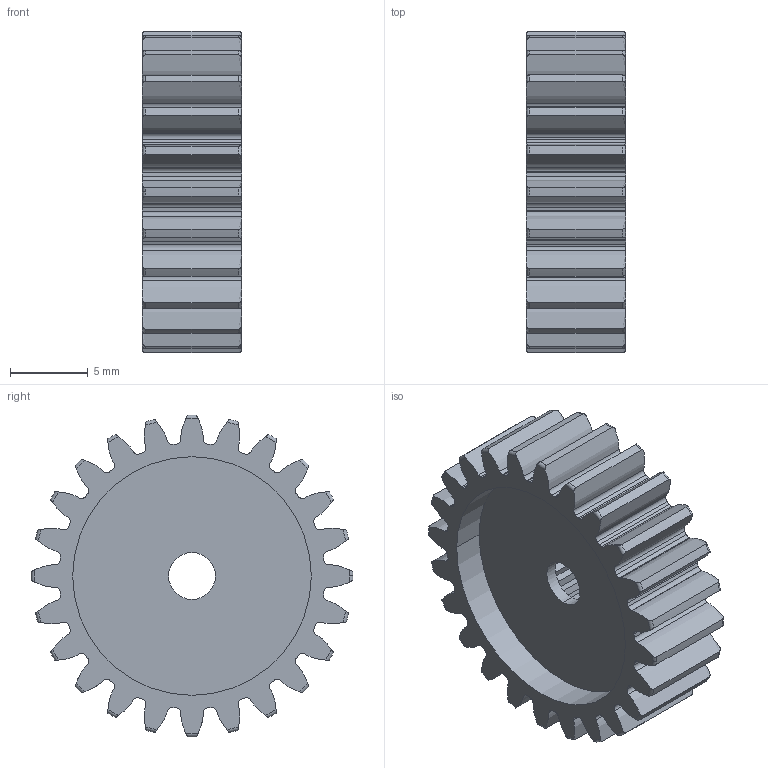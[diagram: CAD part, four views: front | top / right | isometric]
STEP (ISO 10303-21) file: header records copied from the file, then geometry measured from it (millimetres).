
FILE_DESCRIPTION (( 'STEP AP203' ), '1' );
FILE_NAME ('615306.STEP', '2014-09-24T16:49:28', ( 'Kyle' ), ( 'Microsoft' ), 'SwSTEP 2.0', 'SolidWorks 2014', '' );
FILE_SCHEMA (( 'CONFIG_CONTROL_DESIGN' ));
Length unit declared in the file: inch
Products named in the file (1): 615306
Bounding box: 6.35 x 20.64 x 20.64 mm (x, y, z)
Volume: 1318.1 mm3; surface area: 1483.4 mm2
Topology: 1 solids, 1 shells, 263 faces, 776 edges, 517 vertices
Faces by surface type: cylinder 112, plane 54, torus 49, bspline 48
Entity records: 10957 total; most frequent: CARTESIAN_POINT 4097, ORIENTED_EDGE 1552, DIRECTION 1294, EDGE_CURVE 776, VERTEX_POINT 517, AXIS2_PLACEMENT_3D 492, LINE 310, VECTOR 310
